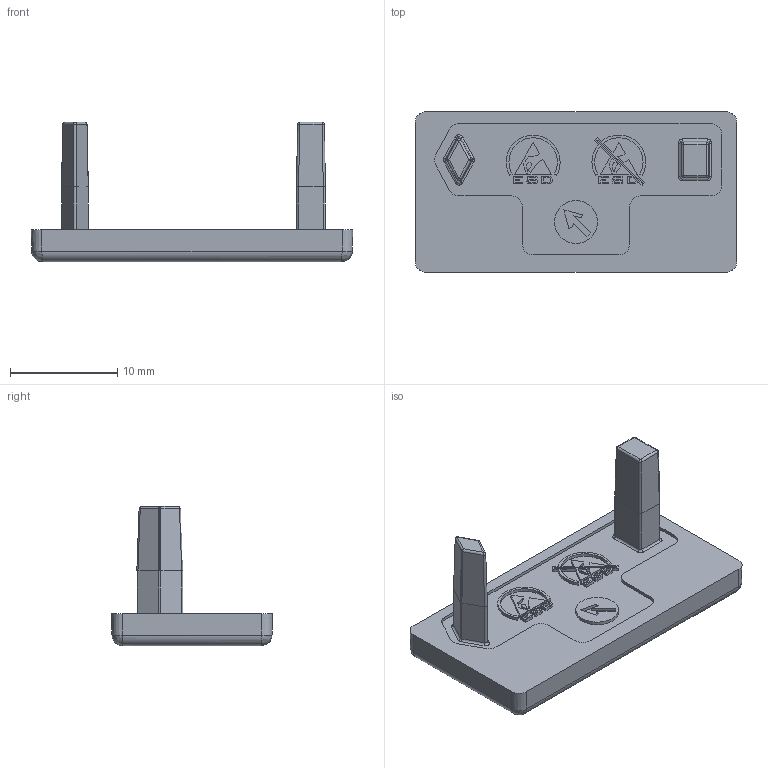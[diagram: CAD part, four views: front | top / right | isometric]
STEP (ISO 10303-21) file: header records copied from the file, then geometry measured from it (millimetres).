
FILE_DESCRIPTION (( 'STEP AP214' ), '1' );
FILE_NAME ('091374s01.STEP', '2015-02-19T08:38:06', ( 'Not-Admin' ), ( 'Hewlett-Packard Company' ), 'SwSTEP 2.0', 'SolidWorks 2014', '' );
FILE_SCHEMA (( 'AUTOMOTIVE_DESIGN' ));
Length unit declared in the file: millimetre
Products named in the file (1): 091374s01
Bounding box: 30 x 15 x 13 mm (x, y, z)
Volume: 1413.1 mm3; surface area: 1404.1 mm2
Topology: 1 solids, 1 shells, 335 faces, 882 edges, 562 vertices
Faces by surface type: plane 243, cylinder 62, torus 9, sphere 9, bspline 8, cone 4
Entity records: 10927 total; most frequent: CARTESIAN_POINT 2661, ORIENTED_EDGE 1756, DIRECTION 1616, EDGE_CURVE 878, LINE 734, VECTOR 734, VERTEX_POINT 562, AXIS2_PLACEMENT_3D 441
